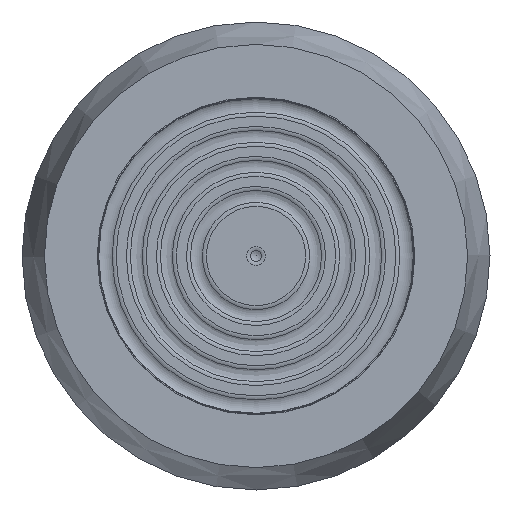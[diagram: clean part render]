
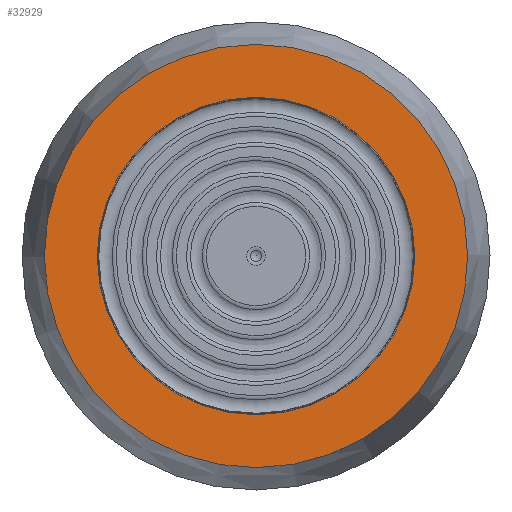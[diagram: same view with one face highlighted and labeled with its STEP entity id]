
A CAD part, left-side view. The second image highlights one B-rep face of the part: STEP entity #32929.
In plain terms, the highlighted planar face has unit normal (-1, 0, 0).
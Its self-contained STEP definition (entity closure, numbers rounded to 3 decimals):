
#813=FACE_BOUND('',#5500,.T.);
#1840=PLANE('',#35171);
#3587=FACE_OUTER_BOUND('',#5499,.T.);
#5499=EDGE_LOOP('',(#30766));
#5500=EDGE_LOOP('',(#30767));
#6225=CIRCLE('',#35163,19.);
#6230=CIRCLE('',#35172,25.321);
#16435=VERTEX_POINT('',#93298);
#16438=VERTEX_POINT('',#93311);
#21221=EDGE_CURVE('',#16435,#16435,#6225,.T.);
#21227=EDGE_CURVE('',#16438,#16438,#6230,.T.);
#30766=ORIENTED_EDGE('',*,*,#21227,.F.);
#30767=ORIENTED_EDGE('',*,*,#21221,.T.);
#32929=ADVANCED_FACE('',(#3587,#813),#1840,.T.);
#35163=AXIS2_PLACEMENT_3D('',#93299,#42476,#42477);
#35171=AXIS2_PLACEMENT_3D('',#93310,#42493,#42494);
#35172=AXIS2_PLACEMENT_3D('',#93312,#42495,#42496);
#42476=DIRECTION('center_axis',(1.,0.,0.));
#42477=DIRECTION('ref_axis',(0.,1.,0.));
#42493=DIRECTION('center_axis',(-1.,0.,0.));
#42494=DIRECTION('ref_axis',(0.,0.,1.));
#42495=DIRECTION('center_axis',(1.,0.,0.));
#42496=DIRECTION('ref_axis',(0.,0.,-1.));
#93298=CARTESIAN_POINT('',(-37.,-19.,0.));
#93299=CARTESIAN_POINT('Origin',(-37.,0.,0.));
#93310=CARTESIAN_POINT('Origin',(-37.,25.321,0.));
#93311=CARTESIAN_POINT('',(-37.,-25.321,0.));
#93312=CARTESIAN_POINT('Origin',(-37.,0.,0.));
